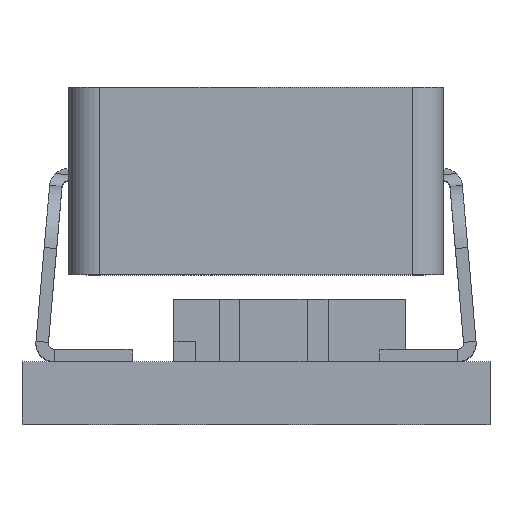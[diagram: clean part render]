
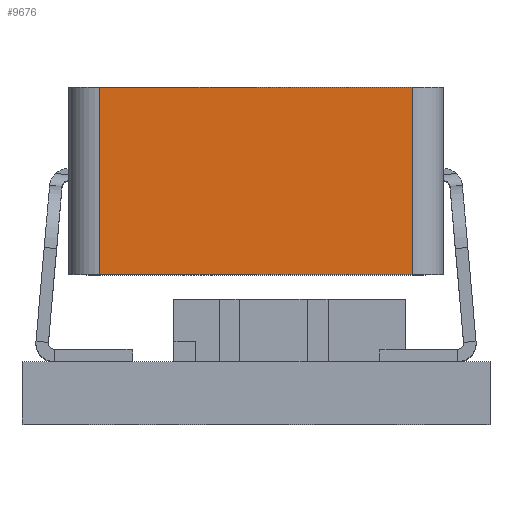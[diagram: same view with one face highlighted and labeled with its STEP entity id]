
A CAD part, top view. The second image highlights one B-rep face of the part: STEP entity #9676.
In plain terms, the highlighted planar face has unit normal (0, 0, 1).
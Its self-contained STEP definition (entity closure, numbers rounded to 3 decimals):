
#50 = VERTEX_POINT ( 'NONE', #7952 ) ;
#166 = CARTESIAN_POINT ( 'NONE',  ( -2.5, 2.4, 3. ) ) ;
#510 = CARTESIAN_POINT ( 'NONE',  ( -2.5, 2.4, 3. ) ) ;
#1215 = LINE ( 'NONE', #166, #8561 ) ;
#1482 = VECTOR ( 'NONE', #11838, 1000. ) ;
#2174 = EDGE_CURVE ( 'NONE', #3754, #12052, #2652, .T. ) ;
#2181 = EDGE_CURVE ( 'NONE', #3754, #3276, #1215, .T. ) ;
#2187 = ORIENTED_EDGE ( 'NONE', *, *, #2174, .F. ) ;
#2531 = CARTESIAN_POINT ( 'NONE',  ( 3., 2.4, 3. ) ) ;
#2652 = LINE ( 'NONE', #4265, #12280 ) ;
#2882 = DIRECTION ( 'NONE',  ( 1., 0., 0. ) ) ;
#3276 = VERTEX_POINT ( 'NONE', #510 ) ;
#3754 = VERTEX_POINT ( 'NONE', #6581 ) ;
#3875 = CARTESIAN_POINT ( 'NONE',  ( 2.5, 5.4, 3. ) ) ;
#4265 = CARTESIAN_POINT ( 'NONE',  ( 3., 5.4, 3. ) ) ;
#4453 = EDGE_CURVE ( 'NONE', #3276, #50, #6939, .T. ) ;
#4908 = PLANE ( 'NONE',  #11837 ) ;
#5253 = DIRECTION ( 'NONE',  ( 0., -1., 0. ) ) ;
#6246 = ORIENTED_EDGE ( 'NONE', *, *, #4453, .T. ) ;
#6581 = CARTESIAN_POINT ( 'NONE',  ( -2.5, 5.4, 3. ) ) ;
#6939 = LINE ( 'NONE', #2531, #1482 ) ;
#7136 = EDGE_CURVE ( 'NONE', #50, #12052, #8580, .T. ) ;
#7952 = CARTESIAN_POINT ( 'NONE',  ( 2.5, 2.4, 3. ) ) ;
#8047 = DIRECTION ( 'NONE',  ( 0., 1., 0. ) ) ;
#8561 = VECTOR ( 'NONE', #5253, 1000. ) ;
#8580 = LINE ( 'NONE', #11993, #13243 ) ;
#8760 = ORIENTED_EDGE ( 'NONE', *, *, #7136, .T. ) ;
#9017 = DIRECTION ( 'NONE',  ( 0., 0., 1. ) ) ;
#9261 = EDGE_LOOP ( 'NONE', ( #2187, #10264, #6246, #8760 ) ) ;
#9676 = ADVANCED_FACE ( 'NONE', ( #10043 ), #4908, .T. ) ;
#10043 = FACE_OUTER_BOUND ( 'NONE', #9261, .T. ) ;
#10264 = ORIENTED_EDGE ( 'NONE', *, *, #2181, .T. ) ;
#10487 = DIRECTION ( 'NONE',  ( 1., 0., 0. ) ) ;
#11837 = AXIS2_PLACEMENT_3D ( 'NONE', #12029, #9017, #2882 ) ;
#11838 = DIRECTION ( 'NONE',  ( 1., 0., 0. ) ) ;
#11993 = CARTESIAN_POINT ( 'NONE',  ( 2.5, 2.4, 3. ) ) ;
#12029 = CARTESIAN_POINT ( 'NONE',  ( 3., 2.4, 3. ) ) ;
#12052 = VERTEX_POINT ( 'NONE', #3875 ) ;
#12280 = VECTOR ( 'NONE', #10487, 1000. ) ;
#13243 = VECTOR ( 'NONE', #8047, 1000. ) ;
